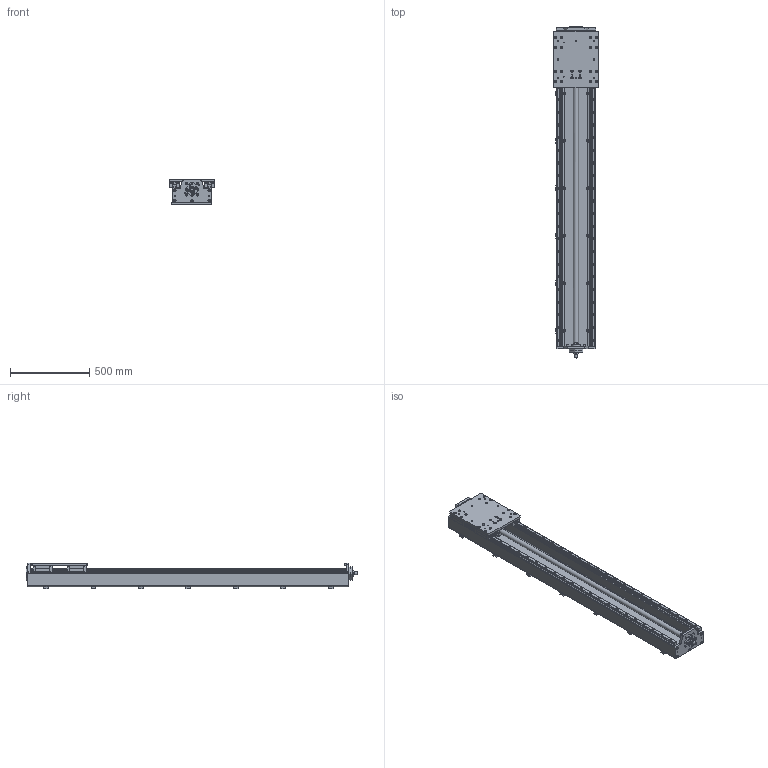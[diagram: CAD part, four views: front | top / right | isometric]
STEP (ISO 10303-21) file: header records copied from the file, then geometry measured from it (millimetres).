
FILE_DESCRIPTION((''),'2;1');
FILE_NAME('KK-HD-285-30-32XX-2000.stp','2009-03-22T20:55:34',('kurt'),(''),'Autodesk Inventor 2008','Autodesk Inventor 2008','');
FILE_SCHEMA(('AUTOMOTIVE_DESIGN { 1 0 10303 214 1 1 1 1 }'));
Length unit declared in the file: millimetre
Products named in the file (1): Part487
Bounding box: 285 x 2099 x 160 mm (x, y, z)
Volume: 27819728.4 mm3; surface area: 2814666.1 mm2
Topology: 1 solids, 13 shells, 2689 faces, 7565 edges, 5011 vertices
Faces by surface type: plane 1757, cylinder 534, bspline 247, cone 135, torus 16
Full cylindrical faces by diameter (mm): 2.459 x4, 3 x4, 3.5 x4, 4 x1, 4.917 x8, 5.5 x4, 6 x14, 6.6 x8, 6.647 x70, 8 x20, 8.376 x8, 9 x90, 10 x4, 10.106 x14, 11 x12, 14 x50, 15 x34, 17 x1, 18 x14, 19 x1, 20 x4, 23 x1, 25 x1, 26 x1, 28.64 x4, 29.082 x2, 32 x1, 33.45 x1, 37 x2, 38.36 x4
Entity records: 90611 total; most frequent: CARTESIAN_POINT 20968, ORIENTED_EDGE 13722, DIRECTION 13010, EDGE_CURVE 6861, VERTEX_POINT 4821, VECTOR 4718, LINE 4718, AXIS2_PLACEMENT_3D 4146
